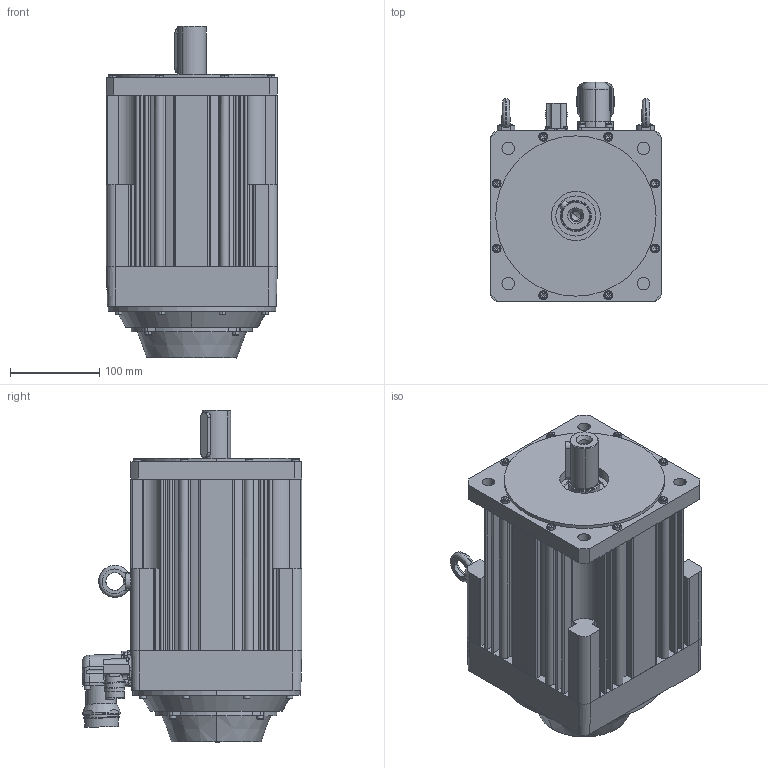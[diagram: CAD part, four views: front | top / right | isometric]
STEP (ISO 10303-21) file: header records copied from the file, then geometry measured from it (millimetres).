
FILE_DESCRIPTION((''),'2;1');
FILE_NAME('BL-191 + Fre.stp','2013-03-05T13:39:52',('arodrigo'),(''),'Autodesk Inventor 9','Autodesk Inventor 9','');
FILE_SCHEMA(('AUTOMOTIVE_DESIGN { 1 0 10303 214 1 1 1 1 }'));
Length unit declared in the file: millimetre
Products named in the file (1): Pieza1
Bounding box: 192.3 x 246.66 x 372.8 mm (x, y, z)
Volume: 9566265.2 mm3; surface area: 555408.4 mm2
Topology: 25 solids, 25 shells, 1783 faces, 4587 edges, 2935 vertices
Faces by surface type: plane 759, cylinder 537, cone 217, bspline 196, torus 74
Entity records: 57221 total; most frequent: CARTESIAN_POINT 14132, DIRECTION 9262, ORIENTED_EDGE 9038, EDGE_CURVE 4519, AXIS2_PLACEMENT_3D 3569, VERTEX_POINT 2935, VECTOR 2124, LINE 2124
